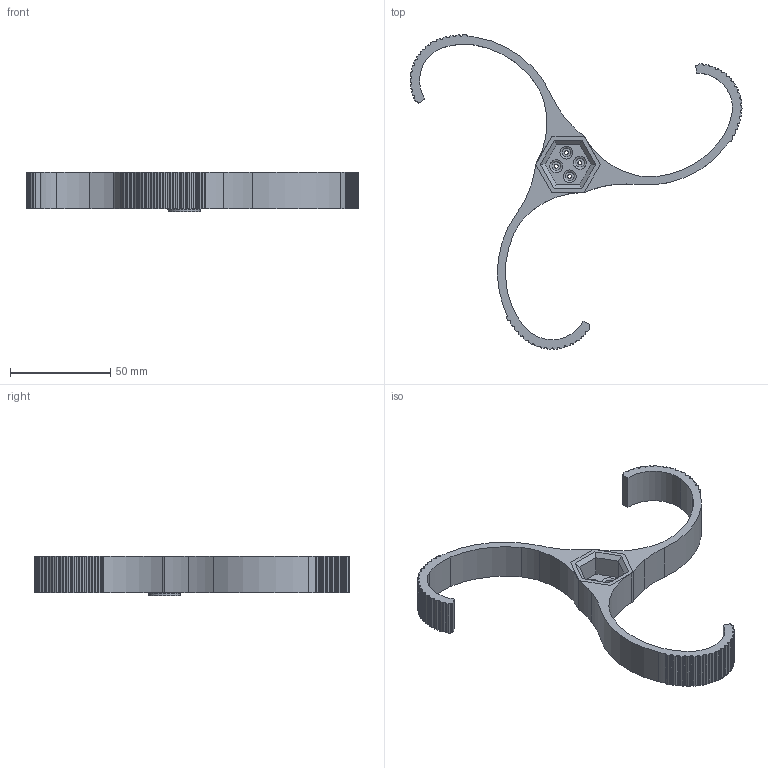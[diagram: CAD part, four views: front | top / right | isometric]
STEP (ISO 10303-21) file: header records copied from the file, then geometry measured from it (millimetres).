
FILE_DESCRIPTION(/* description */ (''),/* implementation_level */ '2;1');
FILE_NAME(/* name */ 'LEFT TINY curveature 1 V2.stp',/* time_stamp */ '2025-10-02T10:39:14+09:30',/* author */ ('a1827280'),/* organization */ (''),/* preprocessor_version */ 'ST-DEVELOPER v20',/* originating_system */ 'Autodesk Inventor 2025',/* authorisation */ '');
FILE_SCHEMA (('AUTOMOTIVE_DESIGN { 1 0 10303 214 3 1 1 }'));
Length unit declared in the file: millimetre
Products named in the file (3): LEFT TINY curveature 1 V2; wheel hub proto v3 LEFT; heart 1
Assembly tree (4 placements, depth 2):
  LEFT TINY curveature 1 V2
    wheel hub proto v3 LEFT
    heart 1  x3
Bounding box: 165.75 x 157.04 x 19.5 mm (x, y, z)
Volume: 42088.2 mm3; surface area: 24407.6 mm2
Topology: 4 solids, 4 shells, 313 faces, 891 edges, 593 vertices
Faces by surface type: cylinder 219, plane 89, torus 5
Full cylindrical faces by diameter (mm): 2 x4, 4.4 x4, 16 x1
Entity records: 4366 total; most frequent: DIRECTION 806, CARTESIAN_POINT 732, ORIENTED_EDGE 714, EDGE_CURVE 357, AXIS2_PLACEMENT_3D 311, VERTEX_POINT 236, LINE 184, VECTOR 184
